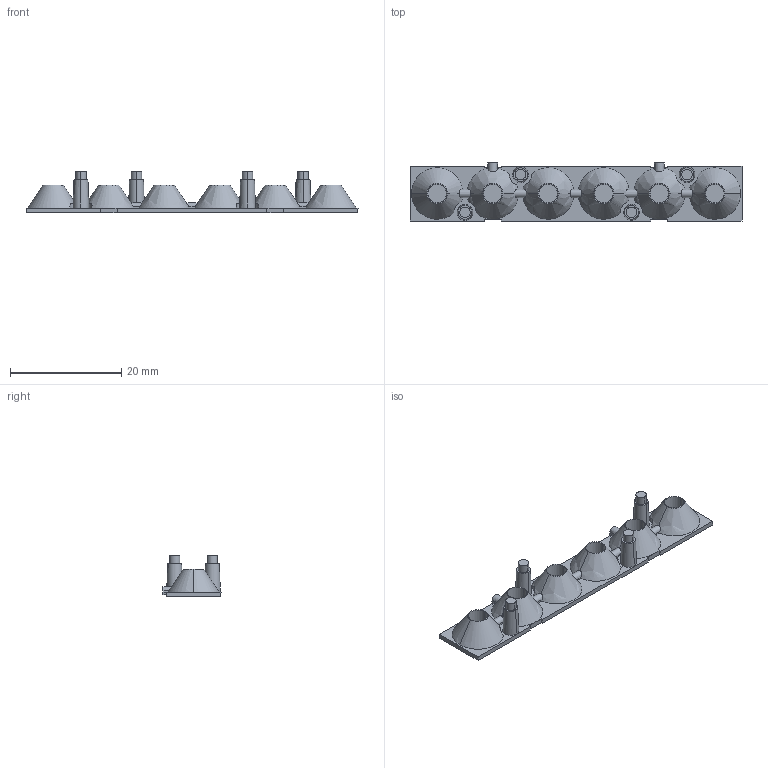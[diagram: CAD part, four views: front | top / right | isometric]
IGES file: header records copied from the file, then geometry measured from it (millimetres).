
Start section:  PTC IGES file: 10604.igs
Global section: file name: 10604.igs; native system: Creo Parametric by Parametric Technology Corporation; preprocessor: 2012130; author: bercotb; organization: Unknown; date: 20131010.120243; units: millimetre
Bounding box: 59.8 x 10.45 x 7.5 mm (x, y, z)
Surface area: 1936.4 mm2 (no closed solid volume)
Topology: 0 solids, 0 shells, 120 faces, 616 edges, 616 vertices
Faces by surface type: bspline 65, revolution 55
